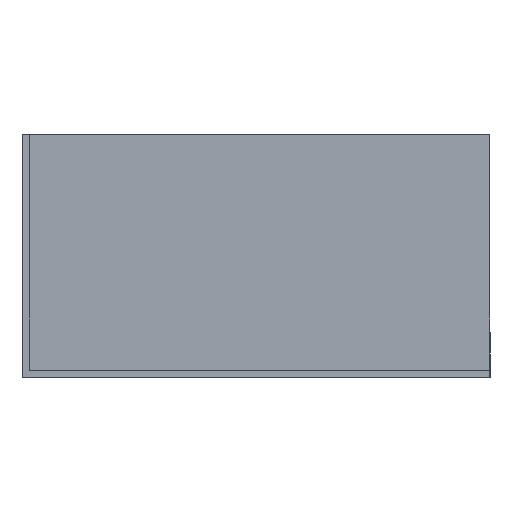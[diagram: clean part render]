
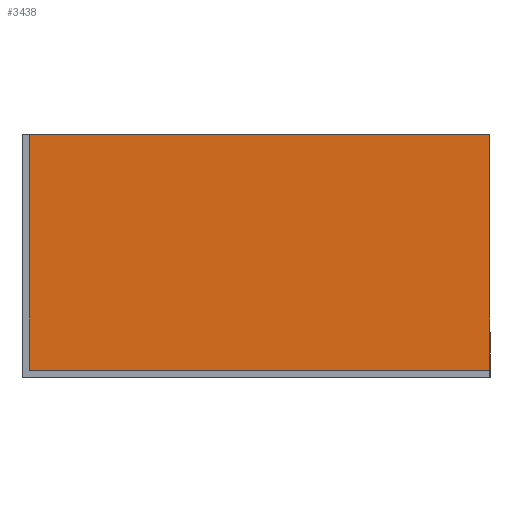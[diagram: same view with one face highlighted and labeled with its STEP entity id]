
A CAD part, left-side view. The second image highlights one B-rep face of the part: STEP entity #3438.
In plain terms, the highlighted planar face has unit normal (-1, 0, 0).
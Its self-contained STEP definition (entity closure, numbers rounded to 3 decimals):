
#455=FACE_OUTER_BOUND('',#696,.T.);
#696=EDGE_LOOP('',(#3112,#3113,#3114,#3115));
#1007=LINE('',#5588,#1356);
#1011=LINE('',#5596,#1360);
#1033=LINE('',#5651,#1382);
#1034=LINE('',#5652,#1383);
#1356=VECTOR('',#4617,10.);
#1360=VECTOR('',#4623,10.);
#1382=VECTOR('',#4677,10.);
#1383=VECTOR('',#4678,10.);
#1693=VERTEX_POINT('',#5586);
#1694=VERTEX_POINT('',#5587);
#1697=VERTEX_POINT('',#5595);
#1714=VERTEX_POINT('',#5650);
#2155=EDGE_CURVE('',#1693,#1694,#1007,.T.);
#2159=EDGE_CURVE('',#1694,#1697,#1011,.T.);
#2187=EDGE_CURVE('',#1697,#1714,#1033,.T.);
#2188=EDGE_CURVE('',#1714,#1693,#1034,.T.);
#3112=ORIENTED_EDGE('',*,*,#2159,.T.);
#3113=ORIENTED_EDGE('',*,*,#2187,.T.);
#3114=ORIENTED_EDGE('',*,*,#2188,.T.);
#3115=ORIENTED_EDGE('',*,*,#2155,.T.);
#3268=PLANE('',#3758);
#3438=ADVANCED_FACE('',(#455),#3268,.T.);
#3758=AXIS2_PLACEMENT_3D('',#5649,#4675,#4676);
#4617=DIRECTION('',(0.,0.,-1.));
#4623=DIRECTION('',(0.,-1.,0.));
#4675=DIRECTION('center_axis',(-1.,0.,0.));
#4676=DIRECTION('ref_axis',(0.,0.,1.));
#4677=DIRECTION('',(0.,0.,1.));
#4678=DIRECTION('',(0.,1.,0.));
#5586=CARTESIAN_POINT('',(-210.,123.,65.));
#5587=CARTESIAN_POINT('',(-210.,123.,2.));
#5588=CARTESIAN_POINT('',(-210.,123.,17.25));
#5595=CARTESIAN_POINT('',(-210.,0.,2.));
#5596=CARTESIAN_POINT('',(-210.,31.25,2.));
#5649=CARTESIAN_POINT('Origin',(-210.,62.5,32.5));
#5650=CARTESIAN_POINT('',(-210.,0.,65.));
#5651=CARTESIAN_POINT('',(-210.,0.,65.));
#5652=CARTESIAN_POINT('',(-210.,125.,65.));
